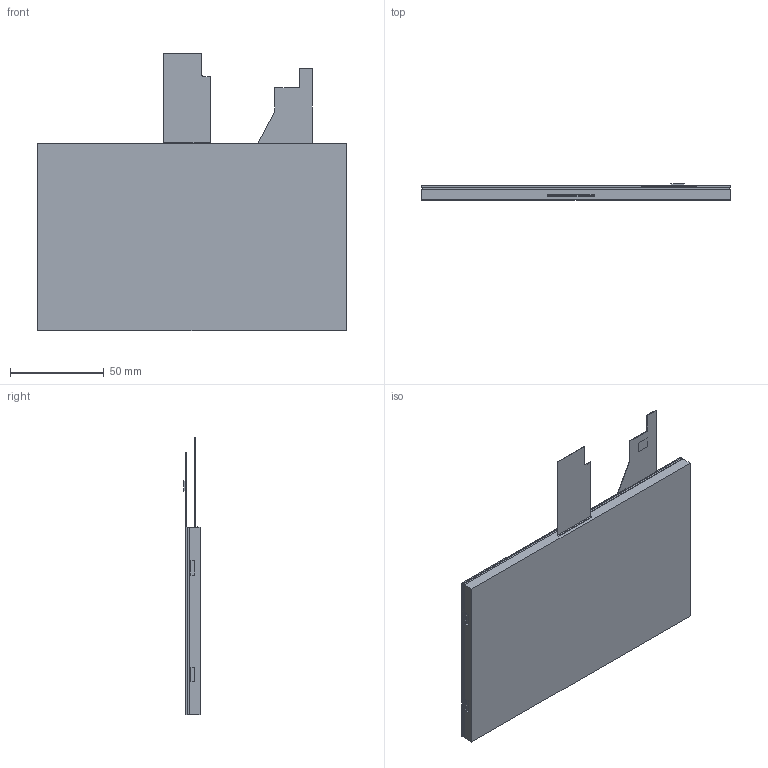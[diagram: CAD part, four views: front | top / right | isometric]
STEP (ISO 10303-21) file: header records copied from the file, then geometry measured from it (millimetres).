
FILE_DESCRIPTION (( 'STEP AP214' ), '1' );
FILE_NAME ('Display Visions EA R1024X-70BLWTS.STEP', '2024-02-20T22:04:11', ( '' ), ( '' ), 'SwSTEP 2.0', 'SolidWorks 2024', '' );
FILE_SCHEMA (( 'AUTOMOTIVE_DESIGN' ));
Length unit declared in the file: millimetre
Products named in the file (1): Display Visions EA R1024X-70BLWTS
Bounding box: 164.9 x 8.6 x 148.13 mm (x, y, z)
Volume: 112084 mm3; surface area: 41664.3 mm2
Topology: 1 solids, 1 shells, 68 faces, 168 edges, 112 vertices
Faces by surface type: plane 67, cylinder 1
Entity records: 2272 total; most frequent: CARTESIAN_POINT 349, ORIENTED_EDGE 336, DIRECTION 308, EDGE_CURVE 168, LINE 166, VECTOR 166, VERTEX_POINT 112, EDGE_LOOP 78
